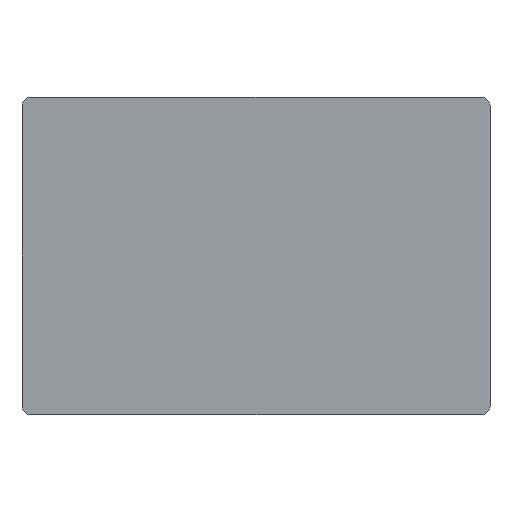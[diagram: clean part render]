
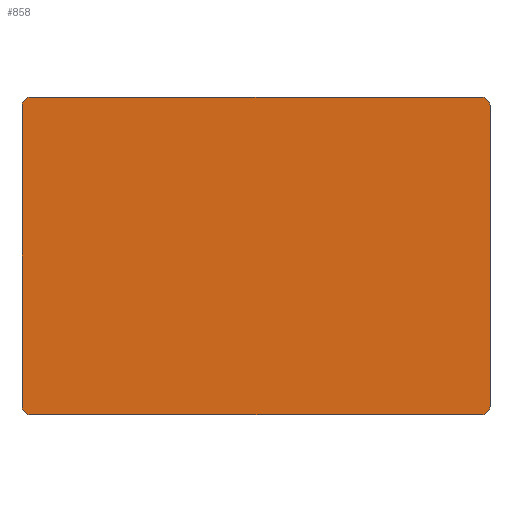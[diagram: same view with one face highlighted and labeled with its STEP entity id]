
A CAD part, front view. The second image highlights one B-rep face of the part: STEP entity #858.
In plain terms, the highlighted planar face has unit normal (0, -1, 0).
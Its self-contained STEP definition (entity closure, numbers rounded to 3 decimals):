
#32=CIRCLE('',#929,2.);
#36=CIRCLE('',#936,2.);
#37=CIRCLE('',#938,2.);
#38=CIRCLE('',#941,2.);
#68=PLANE('',#960);
#118=FACE_OUTER_BOUND('',#180,.T.);
#180=EDGE_LOOP('',(#777,#778,#779,#780,#781,#782,#783,#784));
#263=LINE('',#1397,#347);
#269=LINE('',#1412,#353);
#279=LINE('',#1446,#363);
#280=LINE('',#1448,#364);
#347=VECTOR('',#1141,10.);
#353=VECTOR('',#1157,10.);
#363=VECTOR('',#1205,10.);
#364=VECTOR('',#1208,10.);
#415=VERTEX_POINT('',#1364);
#416=VERTEX_POINT('',#1366);
#427=VERTEX_POINT('',#1396);
#428=VERTEX_POINT('',#1400);
#429=VERTEX_POINT('',#1404);
#430=VERTEX_POINT('',#1406);
#431=VERTEX_POINT('',#1410);
#432=VERTEX_POINT('',#1414);
#511=EDGE_CURVE('',#415,#416,#32,.T.);
#528=EDGE_CURVE('',#416,#427,#263,.T.);
#530=EDGE_CURVE('',#427,#428,#36,.T.);
#533=EDGE_CURVE('',#429,#430,#37,.T.);
#536=EDGE_CURVE('',#431,#429,#269,.T.);
#538=EDGE_CURVE('',#432,#431,#38,.T.);
#551=EDGE_CURVE('',#428,#432,#279,.T.);
#552=EDGE_CURVE('',#430,#415,#280,.T.);
#777=ORIENTED_EDGE('',*,*,#511,.F.);
#778=ORIENTED_EDGE('',*,*,#552,.F.);
#779=ORIENTED_EDGE('',*,*,#533,.F.);
#780=ORIENTED_EDGE('',*,*,#536,.F.);
#781=ORIENTED_EDGE('',*,*,#538,.F.);
#782=ORIENTED_EDGE('',*,*,#551,.F.);
#783=ORIENTED_EDGE('',*,*,#530,.F.);
#784=ORIENTED_EDGE('',*,*,#528,.F.);
#858=ADVANCED_FACE('',(#118),#68,.F.);
#929=AXIS2_PLACEMENT_3D('',#1367,#1116,#1117);
#936=AXIS2_PLACEMENT_3D('',#1401,#1145,#1146);
#938=AXIS2_PLACEMENT_3D('',#1407,#1151,#1152);
#941=AXIS2_PLACEMENT_3D('',#1416,#1161,#1162);
#960=AXIS2_PLACEMENT_3D('',#1449,#1209,#1210);
#1116=DIRECTION('center_axis',(0.,1.,0.));
#1117=DIRECTION('ref_axis',(-0.707,0.,-0.707));
#1141=DIRECTION('',(0.,0.,1.));
#1145=DIRECTION('center_axis',(0.,1.,0.));
#1146=DIRECTION('ref_axis',(-0.707,0.,0.707));
#1151=DIRECTION('center_axis',(0.,1.,0.));
#1152=DIRECTION('ref_axis',(0.707,0.,-0.707));
#1157=DIRECTION('',(0.,0.,-1.));
#1161=DIRECTION('center_axis',(0.,1.,0.));
#1162=DIRECTION('ref_axis',(0.707,0.,0.707));
#1205=DIRECTION('',(1.,0.,0.));
#1208=DIRECTION('',(-1.,0.,0.));
#1209=DIRECTION('center_axis',(0.,1.,0.));
#1210=DIRECTION('ref_axis',(0.,0.,1.));
#1364=CARTESIAN_POINT('',(2.,0.,-72.));
#1366=CARTESIAN_POINT('',(0.,0.,-70.));
#1367=CARTESIAN_POINT('Origin',(2.,0.,-70.));
#1396=CARTESIAN_POINT('',(0.,0.,-2.));
#1397=CARTESIAN_POINT('',(0.,0.,-72.));
#1400=CARTESIAN_POINT('',(2.,0.,0.));
#1401=CARTESIAN_POINT('Origin',(2.,0.,-2.));
#1404=CARTESIAN_POINT('',(106.,0.,-70.));
#1406=CARTESIAN_POINT('',(104.,0.,-72.));
#1407=CARTESIAN_POINT('Origin',(104.,0.,-70.));
#1410=CARTESIAN_POINT('',(106.,0.,-2.));
#1412=CARTESIAN_POINT('',(106.,0.,0.));
#1414=CARTESIAN_POINT('',(104.,0.,0.));
#1416=CARTESIAN_POINT('Origin',(104.,0.,-2.));
#1446=CARTESIAN_POINT('',(0.,0.,0.));
#1448=CARTESIAN_POINT('',(106.,0.,-72.));
#1449=CARTESIAN_POINT('Origin',(53.,0.,-36.));
